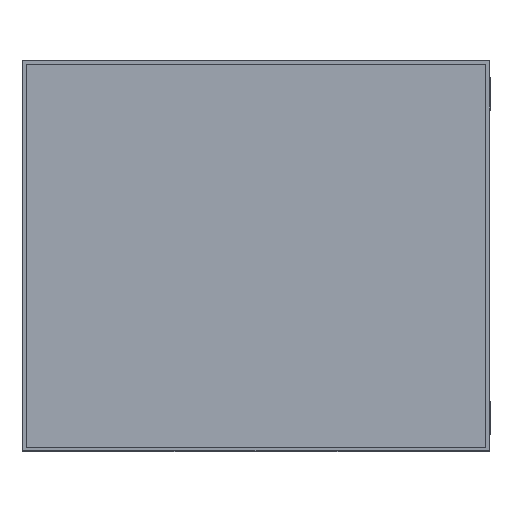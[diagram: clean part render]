
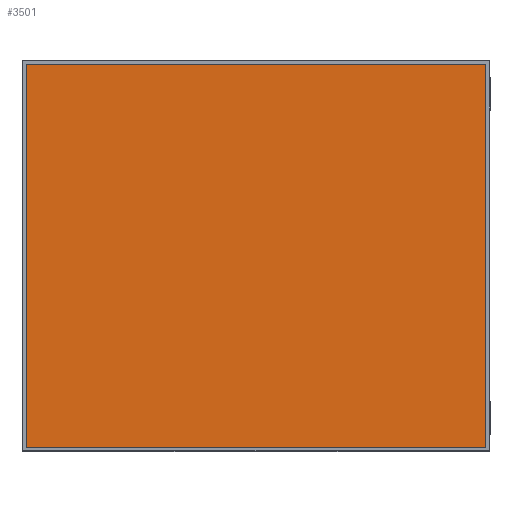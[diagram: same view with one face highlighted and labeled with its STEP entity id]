
A CAD part, top view. The second image highlights one B-rep face of the part: STEP entity #3501.
In plain terms, the highlighted planar face has unit normal (0, 0, 1).
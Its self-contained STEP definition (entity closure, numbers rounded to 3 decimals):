
#231=FACE_OUTER_BOUND('',#455,.T.);
#455=EDGE_LOOP('',(#2333,#2334,#2335,#2336));
#679=LINE('',#5156,#1079);
#682=LINE('',#5162,#1082);
#685=LINE('',#5168,#1085);
#688=LINE('',#5172,#1088);
#1079=VECTOR('',#4096,10.);
#1082=VECTOR('',#4101,10.);
#1085=VECTOR('',#4106,10.);
#1088=VECTOR('',#4111,10.);
#1479=VERTEX_POINT('',#5153);
#1480=VERTEX_POINT('',#5155);
#1482=VERTEX_POINT('',#5161);
#1484=VERTEX_POINT('',#5167);
#1815=EDGE_CURVE('',#1480,#1479,#679,.T.);
#1818=EDGE_CURVE('',#1482,#1480,#682,.T.);
#1821=EDGE_CURVE('',#1484,#1482,#685,.T.);
#1824=EDGE_CURVE('',#1479,#1484,#688,.T.);
#2333=ORIENTED_EDGE('',*,*,#1824,.T.);
#2334=ORIENTED_EDGE('',*,*,#1821,.T.);
#2335=ORIENTED_EDGE('',*,*,#1818,.T.);
#2336=ORIENTED_EDGE('',*,*,#1815,.T.);
#3329=PLANE('',#3766);
#3501=ADVANCED_FACE('',(#231),#3329,.T.);
#3766=AXIS2_PLACEMENT_3D('',#5173,#4112,#4113);
#4096=DIRECTION('',(1.,0.,0.));
#4101=DIRECTION('',(0.,-1.,0.));
#4106=DIRECTION('',(-1.,0.,0.));
#4111=DIRECTION('',(0.,1.,0.));
#4112=DIRECTION('center_axis',(0.,0.,1.));
#4113=DIRECTION('ref_axis',(1.,0.,0.));
#5153=CARTESIAN_POINT('',(3.,-2.5,1.05));
#5155=CARTESIAN_POINT('',(-3.,-2.5,1.05));
#5156=CARTESIAN_POINT('',(-3.,-2.5,1.05));
#5161=CARTESIAN_POINT('',(-3.,2.5,1.05));
#5162=CARTESIAN_POINT('',(-3.,2.5,1.05));
#5167=CARTESIAN_POINT('',(3.,2.5,1.05));
#5168=CARTESIAN_POINT('',(3.,2.5,1.05));
#5172=CARTESIAN_POINT('',(3.,-2.5,1.05));
#5173=CARTESIAN_POINT('Origin',(0.,0.,1.05));
